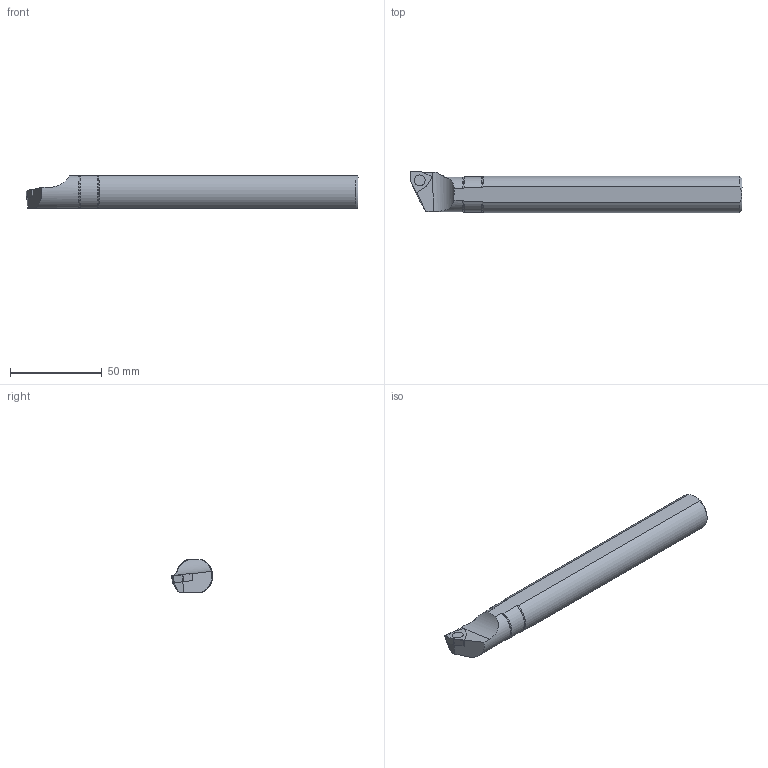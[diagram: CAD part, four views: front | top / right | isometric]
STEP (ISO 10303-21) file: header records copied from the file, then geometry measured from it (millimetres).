
FILE_DESCRIPTION(/* description */ (''),/* implementation_level */ '2;1');
FILE_NAME(/* name */ 'A20QSWLCL06_SIM.stp',/* time_stamp */ '2022-12-08T10:14:57+01:00',/* author */ (''),/* organization */ (''),/* preprocessor_version */ 'ST-DEVELOPER v18.102',/* originating_system */ 'SIEMENS PLM Software NX 2027',/* authorisation */ '');
FILE_SCHEMA (('AUTOMOTIVE_DESIGN { 1 0 10303 214 3 1 1 1 }'));
Length unit declared in the file: millimetre
Products named in the file (1): model1
Bounding box: 181.19 x 22.75 x 18 mm (x, y, z)
Volume: 51677.9 mm3; surface area: 11748 mm2
Topology: 2 solids, 2 shells, 47 faces, 128 edges, 85 vertices
Faces by surface type: plane 15, cylinder 10, torus 8, cone 8, bspline 6
Full cylindrical faces by diameter (mm): 4.4 x1, 6 x1
Entity records: 2000 total; most frequent: CARTESIAN_POINT 928, ORIENTED_EDGE 244, DIRECTION 176, EDGE_CURVE 122, VERTEX_POINT 83, AXIS2_PLACEMENT_3D 71, EDGE_LOOP 53, B_SPLINE_CURVE_WITH_KNOTS 47
